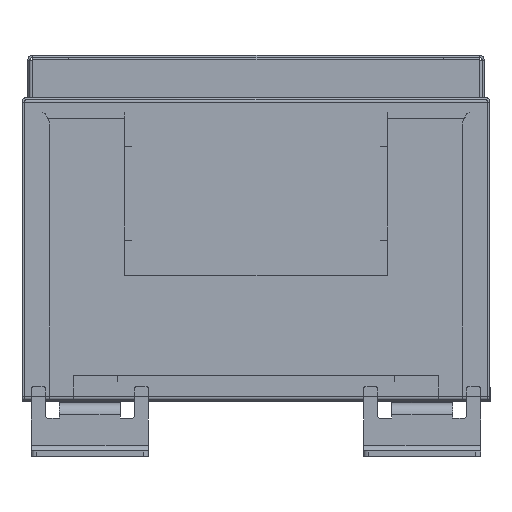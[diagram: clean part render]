
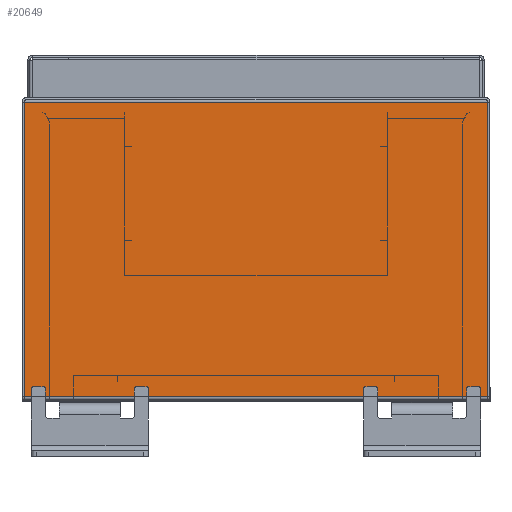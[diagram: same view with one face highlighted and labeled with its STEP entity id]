
A CAD part, left-side view. The second image highlights one B-rep face of the part: STEP entity #20649.
In plain terms, the highlighted planar face has unit normal (-1, 0, 0).
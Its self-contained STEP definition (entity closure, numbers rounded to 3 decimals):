
#247 = PLANE ( 'NONE',  #24018 ) ;
#1816 = ORIENTED_EDGE ( 'NONE', *, *, #18130, .T. ) ;
#2110 = CARTESIAN_POINT ( 'NONE',  ( -300., -100., 1. ) ) ;
#3353 = CARTESIAN_POINT ( 'NONE',  ( -300., -100., 127. ) ) ;
#3474 = EDGE_CURVE ( 'NONE', #21598, #10742, #3873, .T. ) ;
#3673 = EDGE_CURVE ( 'NONE', #10742, #19096, #14525, .T. ) ;
#3873 = LINE ( 'NONE', #3353, #12841 ) ;
#4203 = VERTEX_POINT ( 'NONE', #2110 ) ;
#4405 = CARTESIAN_POINT ( 'NONE',  ( -300., 100., 0. ) ) ;
#5645 = ORIENTED_EDGE ( 'NONE', *, *, #3673, .T. ) ;
#5688 = VECTOR ( 'NONE', #15090, 1000. ) ;
#6160 = DIRECTION ( 'NONE',  ( 0., 0., -1. ) ) ;
#6381 = DIRECTION ( 'NONE',  ( 1., 0., 0. ) ) ;
#6697 = LINE ( 'NONE', #10826, #5688 ) ;
#7960 = ORIENTED_EDGE ( 'NONE', *, *, #3474, .T. ) ;
#10286 = EDGE_LOOP ( 'NONE', ( #7960, #5645, #17519, #1816 ) ) ;
#10742 = VERTEX_POINT ( 'NONE', #14386 ) ;
#10826 = CARTESIAN_POINT ( 'NONE',  ( -300., -100., 0. ) ) ;
#11689 = EDGE_CURVE ( 'NONE', #4203, #19096, #13916, .T. ) ;
#12009 = DIRECTION ( 'NONE',  ( 0., 1., 0. ) ) ;
#12841 = VECTOR ( 'NONE', #12009, 1000. ) ;
#13916 = LINE ( 'NONE', #26326, #18148 ) ;
#14356 = CARTESIAN_POINT ( 'NONE',  ( -300., 100., 1. ) ) ;
#14386 = CARTESIAN_POINT ( 'NONE',  ( -300., 100., 127. ) ) ;
#14499 = DIRECTION ( 'NONE',  ( 0., 0., -1. ) ) ;
#14525 = LINE ( 'NONE', #4405, #16226 ) ;
#15090 = DIRECTION ( 'NONE',  ( 0., 0., 1. ) ) ;
#15928 = DIRECTION ( 'NONE',  ( 0., 1., 0. ) ) ;
#16226 = VECTOR ( 'NONE', #6160, 1000. ) ;
#16460 = CARTESIAN_POINT ( 'NONE',  ( -300., -100., 127. ) ) ;
#16513 = CARTESIAN_POINT ( 'NONE',  ( -300., 0., 0. ) ) ;
#17519 = ORIENTED_EDGE ( 'NONE', *, *, #11689, .F. ) ;
#18130 = EDGE_CURVE ( 'NONE', #4203, #21598, #6697, .T. ) ;
#18148 = VECTOR ( 'NONE', #15928, 1000. ) ;
#19096 = VERTEX_POINT ( 'NONE', #14356 ) ;
#20649 = ADVANCED_FACE ( 'NONE', ( #22401 ), #247, .F. ) ;
#21598 = VERTEX_POINT ( 'NONE', #16460 ) ;
#22401 = FACE_OUTER_BOUND ( 'NONE', #10286, .T. ) ;
#24018 = AXIS2_PLACEMENT_3D ( 'NONE', #16513, #6381, #14499 ) ;
#26326 = CARTESIAN_POINT ( 'NONE',  ( -300., 100., 1. ) ) ;
